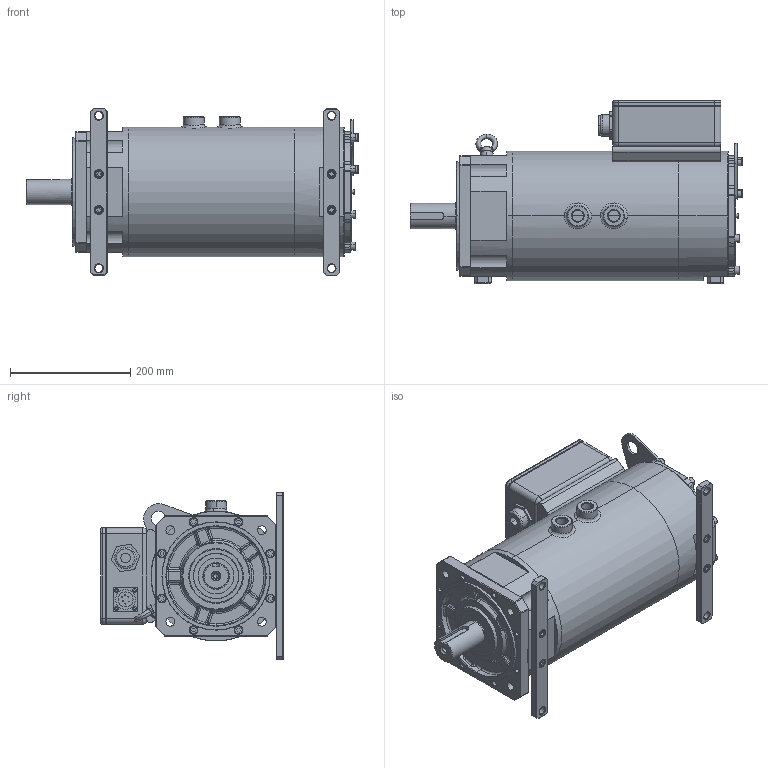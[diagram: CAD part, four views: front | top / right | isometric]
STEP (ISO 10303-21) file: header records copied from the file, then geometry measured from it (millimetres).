
FILE_DESCRIPTION (( 'STEP AP203' ), '1' );
FILE_NAME ('MS6G-200TH17B2-427P0-Y.STEP', '2025-03-17T03:24:36', ( '' ), ( '' ), 'SwSTEP 2.0', 'SolidWorks 2022', '' );
FILE_SCHEMA (( 'CONFIG_CONTROL_DESIGN' ));
Products named in the file (1): MS6G-200TH17B2-427P0-Y
Bounding box: 552 x 304 x 278 mm (x, y, z)
Volume: 20165589.3 mm3; surface area: 1154985.1 mm2
Topology: 51 solids, 51 shells, 1868 faces, 4261 edges, 2563 vertices
Faces by surface type: plane 610, cylinder 481, cone 412, bspline 171, torus 170, sphere 24
Entity records: 65379 total; most frequent: CARTESIAN_POINT 24223, DIRECTION 8630, ORIENTED_EDGE 8406, EDGE_CURVE 4203, AXIS2_PLACEMENT_3D 3416, VERTEX_POINT 2563, EDGE_LOOP 2078, FACE_OUTER_BOUND 1868
